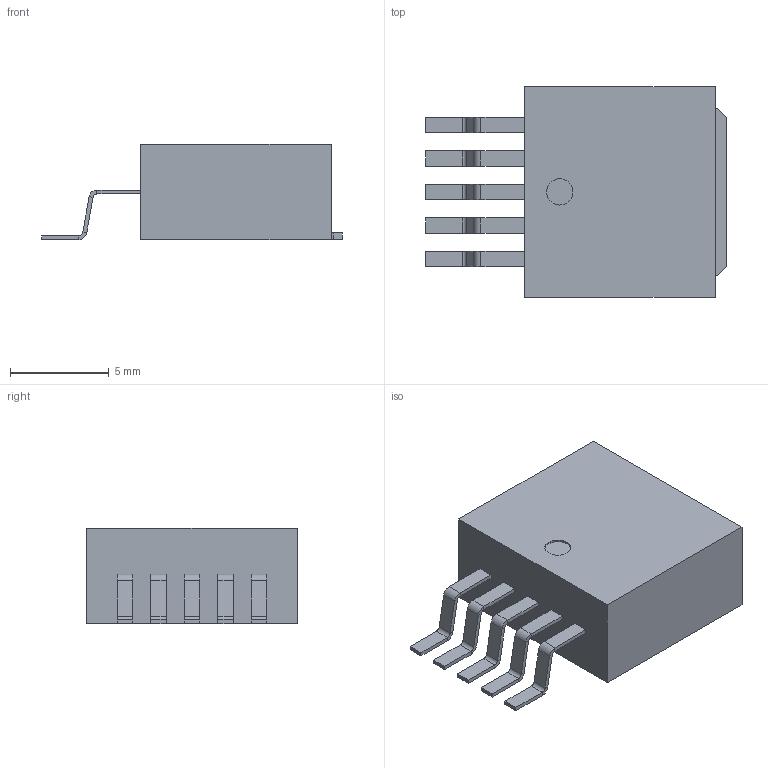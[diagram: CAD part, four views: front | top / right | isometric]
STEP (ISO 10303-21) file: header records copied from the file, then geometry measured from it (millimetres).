
FILE_DESCRIPTION(('Open CASCADE Model'),'2;1');
FILE_NAME('Open CASCADE Shape Model','2024-03-15T10:49:56',('Author'),( 'Open CASCADE'),'Open CASCADE STEP processor 6.8','Open CASCADE 6.8' ,'Unknown');
FILE_SCHEMA(('AUTOMOTIVE_DESIGN { 1 0 10303 214 1 1 1 1 }'));
Length unit declared in the file: millimetre
Products named in the file (10): PCB; Designator1; 7096458704; Open_CASCADE_STEP_translator_6.8_59.1; Body; Open_CASCADE_STEP_translator_6.8_59.2.1; Lead; tab; Open_CASCADE_STEP_translator_6.8_59.8.1
Assembly tree (12 placements, depth 4):
  PCB
  Designator1
    7096458704
      Open_CASCADE_STEP_translator_6.8_59.1
      Body
        Open_CASCADE_STEP_translator_6.8_59.2.1
      Lead  x5
      tab
        Open_CASCADE_STEP_translator_6.8_59.8.1
    7096458704
Bounding box: 15.24 x 10.65 x 4.83 mm (x, y, z)
Volume: 526.3 mm3; surface area: 627.7 mm2
Topology: 8 solids, 9 shells, 133 faces, 266 edges, 151 vertices
Faces by surface type: plane 112, cylinder 21
Full cylindrical faces by diameter (mm): 1.331 x1
Entity records: 1377 total; most frequent: DIRECTION 217, CARTESIAN_POINT 203, ORIENTED_EDGE 179, EDGE_CURVE 90, LINE 79, VECTOR 79, AXIS2_PLACEMENT_3D 69, VERTEX_POINT 55
